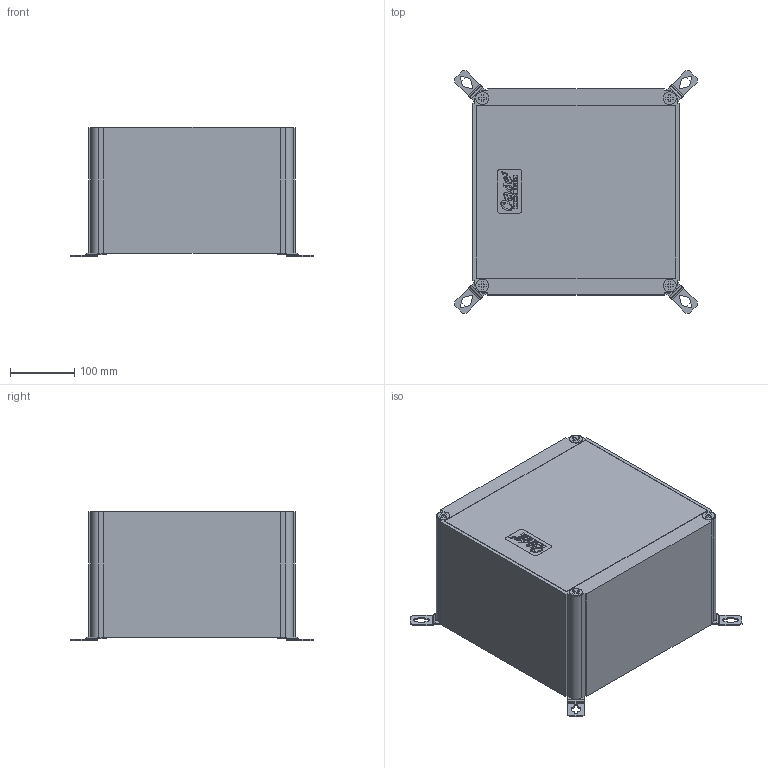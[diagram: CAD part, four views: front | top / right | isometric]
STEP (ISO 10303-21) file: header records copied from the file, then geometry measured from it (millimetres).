
FILE_DESCRIPTION(/* description */ (''),/* implementation_level */ '2;1');
FILE_NAME(/* name */ '51341 Schaltanlage EL 100W.stp',/* time_stamp */ '2017-08-22T10:17:53+02:00',/* author */ ('guzb562'),/* organization */ (''),/* preprocessor_version */ 'ST-DEVELOPER v16.1',/* originating_system */ 'Autodesk Inventor 2016',/* authorisation */ '');
FILE_SCHEMA (('AUTOMOTIVE_DESIGN { 1 0 10303 214 3 1 1 }'));
Length unit declared in the file: millimetre
Products named in the file (1): 51341 Schaltanlage EL 100W
Bounding box: 376.56 x 376.56 x 200.5 mm (x, y, z)
Volume: 18350912.9 mm3; surface area: 677924.4 mm2
Topology: 1 solids, 2 shells, 478 faces, 1253 edges, 812 vertices
Faces by surface type: plane 344, bspline 78, cylinder 56
Full cylindrical faces by diameter (mm): 20 x4
Entity records: 17327 total; most frequent: CARTESIAN_POINT 5980, ORIENTED_EDGE 2494, DIRECTION 2005, EDGE_CURVE 1247, LINE 979, VECTOR 979, VERTEX_POINT 810, EDGE_LOOP 523
